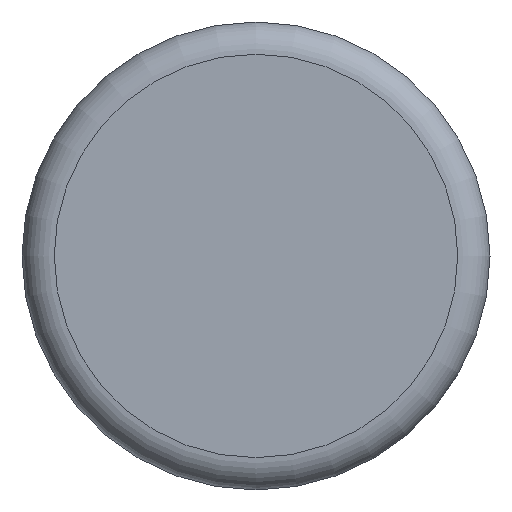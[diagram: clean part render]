
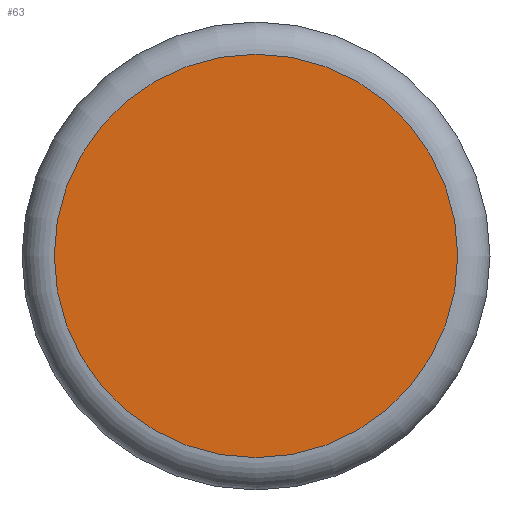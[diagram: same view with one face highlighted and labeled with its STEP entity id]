
A CAD part, top view. The second image highlights one B-rep face of the part: STEP entity #63.
In plain terms, the highlighted planar face has unit normal (0, 0, 1).
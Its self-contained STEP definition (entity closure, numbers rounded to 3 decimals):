
#63 = ADVANCED_FACE( '', ( #132 ), #133, .F. );
#132 = FACE_OUTER_BOUND( '', #197, .T. );
#133 = PLANE( '', #198 );
#197 = EDGE_LOOP( '', ( #280 ) );
#198 = AXIS2_PLACEMENT_3D( '', #281, #282, #283 );
#280 = ORIENTED_EDGE( '', *, *, #322, .T. );
#281 = CARTESIAN_POINT( '', ( 14.5, 0., 57.5 ) );
#282 = DIRECTION( '', ( 0., 0., -1. ) );
#283 = DIRECTION( '', ( -1., 0., 0. ) );
#322 = EDGE_CURVE( '', #362, #362, #363, .F. );
#362 = VERTEX_POINT( '', #403 );
#363 = CIRCLE( '', #404, 12.496 );
#403 = CARTESIAN_POINT( '', ( -12.496, 0., 57.5 ) );
#404 = AXIS2_PLACEMENT_3D( '', #443, #444, #445 );
#443 = CARTESIAN_POINT( '', ( 0., 0., 57.5 ) );
#444 = DIRECTION( '', ( 0., 0., -1. ) );
#445 = DIRECTION( '', ( -1., 0., 0. ) );
